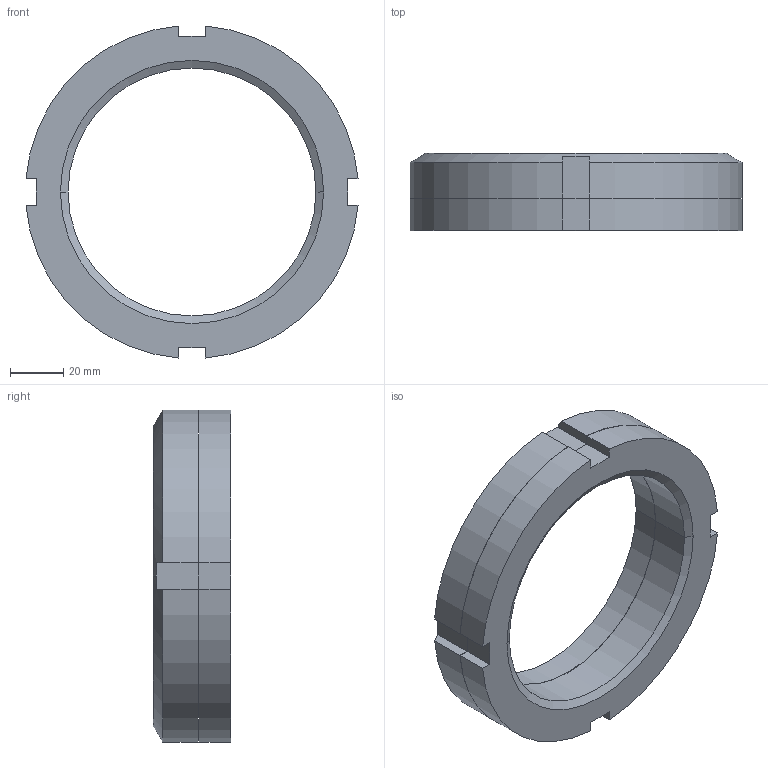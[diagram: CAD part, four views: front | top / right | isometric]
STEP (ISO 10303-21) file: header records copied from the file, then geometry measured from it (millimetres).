
FILE_DESCRIPTION((''),'2;1');
FILE_NAME('1RSTD0953____0','2019-10-29T15:21:58',('kim.bk'),(''),'CREO PARAMETRIC BY PTC INC, 2019010','CREO PARAMETRIC BY PTC INC, 2019010','');
FILE_SCHEMA(('CONFIG_CONTROL_DESIGN'));
Length unit declared in the file: millimetre
Products named in the file (1): 1RSTD0953____0
Bounding box: 124.6 x 29 x 124.6 mm (x, y, z)
Volume: 148722.4 mm3; surface area: 42929.7 mm2
Topology: 2 solids, 2 shells, 415 faces, 1172 edges, 780 vertices
Faces by surface type: plane 393, cylinder 12, cone 10
Entity records: 13232 total; most frequent: CARTESIAN_POINT 2411, ORIENTED_EDGE 2344, DIRECTION 2026, EDGE_CURVE 1172, VECTOR 1120, LINE 1120, VERTEX_POINT 780, AXIS2_PLACEMENT_3D 453
